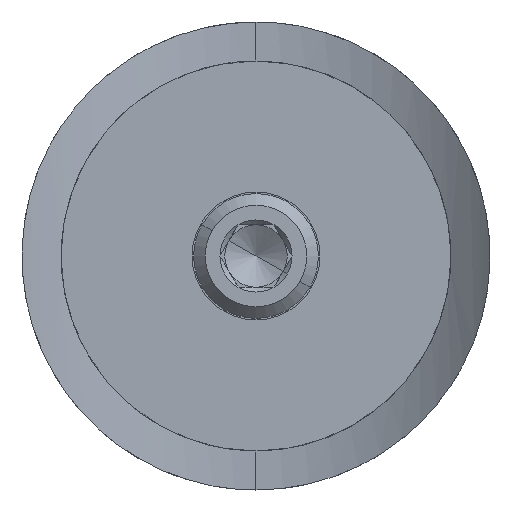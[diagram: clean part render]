
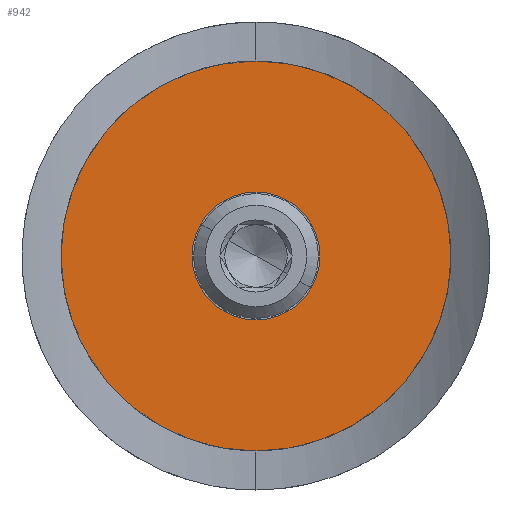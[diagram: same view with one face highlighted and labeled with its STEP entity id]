
A CAD part, left-side view. The second image highlights one B-rep face of the part: STEP entity #942.
In plain terms, the highlighted planar face has unit normal (-1, 0, 0).
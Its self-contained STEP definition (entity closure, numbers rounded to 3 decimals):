
#66 = EDGE_CURVE ( 'NONE', #127, #2507, #1602, .T. ) ;
#85 = DIRECTION ( 'NONE',  ( 1., 0., 0. ) ) ;
#127 = VERTEX_POINT ( 'NONE', #257 ) ;
#191 = FACE_OUTER_BOUND ( 'NONE', #1052, .T. ) ;
#233 = EDGE_CURVE ( 'NONE', #2507, #127, #2032, .T. ) ;
#257 = CARTESIAN_POINT ( 'NONE',  ( -1.65, 0., 4.1 ) ) ;
#395 = CIRCLE ( 'NONE', #2282, 12.5 ) ;
#637 = AXIS2_PLACEMENT_3D ( 'NONE', #1079, #85, #871 ) ;
#699 = DIRECTION ( 'NONE',  ( 1., 0., 0. ) ) ;
#871 = DIRECTION ( 'NONE',  ( 0., 0., -1. ) ) ;
#942 = ADVANCED_FACE ( 'NONE', ( #1186, #191 ), #992, .T. ) ;
#979 = AXIS2_PLACEMENT_3D ( 'NONE', #1288, #1883, #1910 ) ;
#992 = PLANE ( 'NONE',  #979 ) ;
#1052 = EDGE_LOOP ( 'NONE', ( #1894, #1463 ) ) ;
#1079 = CARTESIAN_POINT ( 'NONE',  ( -1.65, 0., 0. ) ) ;
#1088 = EDGE_CURVE ( 'NONE', #1677, #1994, #1150, .T. ) ;
#1097 = DIRECTION ( 'NONE',  ( 0., 0., -1. ) ) ;
#1111 = CARTESIAN_POINT ( 'NONE',  ( -1.65, 0., -12.5 ) ) ;
#1150 = CIRCLE ( 'NONE', #637, 12.5 ) ;
#1186 = FACE_BOUND ( 'NONE', #1747, .T. ) ;
#1207 = DIRECTION ( 'NONE',  ( 0., 0., -1. ) ) ;
#1228 = DIRECTION ( 'NONE',  ( 0., 0., -1. ) ) ;
#1288 = CARTESIAN_POINT ( 'NONE',  ( -1.65, 12.5, 0. ) ) ;
#1410 = CARTESIAN_POINT ( 'NONE',  ( -1.65, 0., 0. ) ) ;
#1414 = CARTESIAN_POINT ( 'NONE',  ( -1.65, 0., 0. ) ) ;
#1463 = ORIENTED_EDGE ( 'NONE', *, *, #1088, .F. ) ;
#1486 = AXIS2_PLACEMENT_3D ( 'NONE', #1414, #2218, #1228 ) ;
#1544 = CARTESIAN_POINT ( 'NONE',  ( -1.65, 0., 12.5 ) ) ;
#1602 = CIRCLE ( 'NONE', #1649, 4.1 ) ;
#1635 = CARTESIAN_POINT ( 'NONE',  ( -1.65, 0., 0. ) ) ;
#1649 = AXIS2_PLACEMENT_3D ( 'NONE', #1635, #699, #1097 ) ;
#1677 = VERTEX_POINT ( 'NONE', #1544 ) ;
#1741 = DIRECTION ( 'NONE',  ( 1., 0., 0. ) ) ;
#1747 = EDGE_LOOP ( 'NONE', ( #1785, #2296 ) ) ;
#1785 = ORIENTED_EDGE ( 'NONE', *, *, #233, .T. ) ;
#1883 = DIRECTION ( 'NONE',  ( -1., 0., 0. ) ) ;
#1894 = ORIENTED_EDGE ( 'NONE', *, *, #2161, .F. ) ;
#1910 = DIRECTION ( 'NONE',  ( 0., 0., 1. ) ) ;
#1994 = VERTEX_POINT ( 'NONE', #1111 ) ;
#2032 = CIRCLE ( 'NONE', #1486, 4.1 ) ;
#2161 = EDGE_CURVE ( 'NONE', #1994, #1677, #395, .T. ) ;
#2218 = DIRECTION ( 'NONE',  ( 1., 0., 0. ) ) ;
#2282 = AXIS2_PLACEMENT_3D ( 'NONE', #1410, #1741, #1207 ) ;
#2296 = ORIENTED_EDGE ( 'NONE', *, *, #66, .T. ) ;
#2426 = CARTESIAN_POINT ( 'NONE',  ( -1.65, 0., -4.1 ) ) ;
#2507 = VERTEX_POINT ( 'NONE', #2426 ) ;
